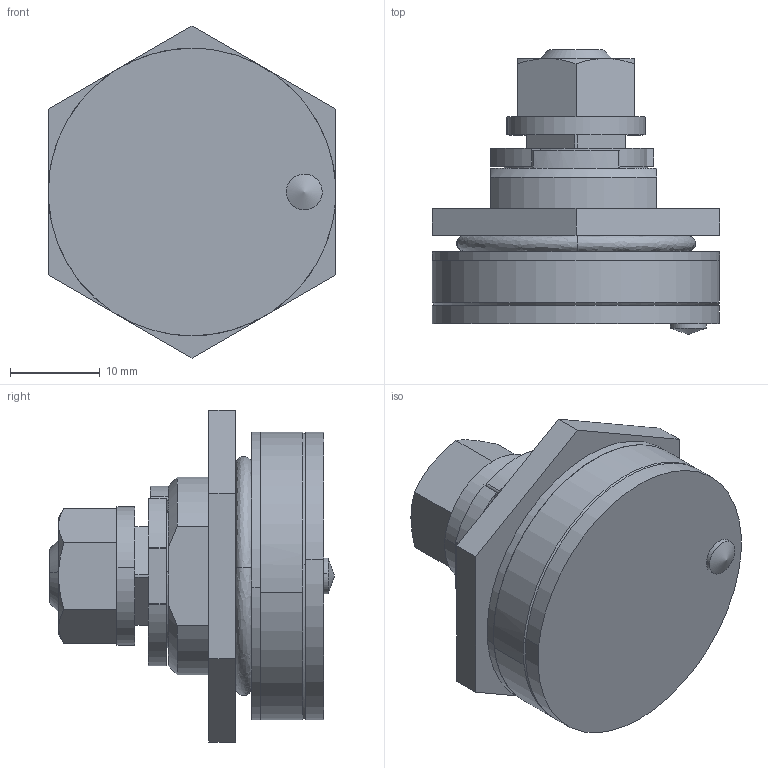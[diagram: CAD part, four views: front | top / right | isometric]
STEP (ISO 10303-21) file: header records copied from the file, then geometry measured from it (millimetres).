
FILE_DESCRIPTION((''),'2;1');
FILE_NAME('','2006-03-09T16:49:39',(''),(''),'','CADfix','');
FILE_SCHEMA(('AUTOMOTIVE_DESIGN'));
Length unit declared in the file: millimetre
Products named in the file (10): washer_C; rotor; pin; packing; nut_2; nut_1; control_cam; cap; body; THA_306JS_1246_36
Assembly tree (9 placements, depth 2):
  THA_306JS_1246_36
    washer_C
    rotor
    pin
    packing
    nut_2
    nut_1
    control_cam
    cap
    body
Bounding box: 32 x 31.7 x 36.95 mm (x, y, z)
Volume: 12685.3 mm3; surface area: 11647 mm2
Topology: 9 solids, 9 shells, 170 faces, 494 edges, 354 vertices
Faces by surface type: bspline 170
Entity records: 6316 total; most frequent: CARTESIAN_POINT 3337, ORIENTED_EDGE 984, EDGE_CURVE 492, VERTEX_POINT 353, QUASI_UNIFORM_CURVE 214, EDGE_LOOP 197, FACE_OUTER_BOUND 169, ADVANCED_FACE 169
